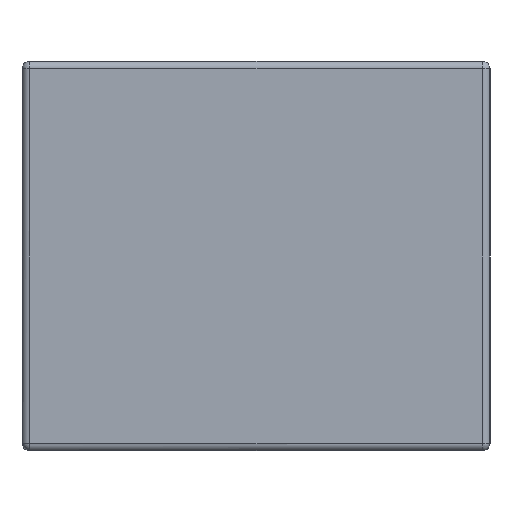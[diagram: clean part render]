
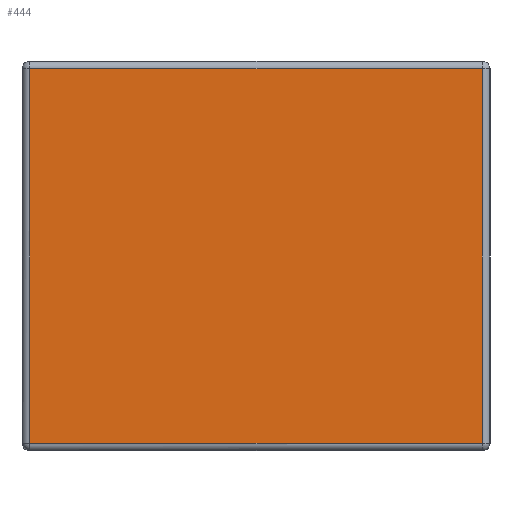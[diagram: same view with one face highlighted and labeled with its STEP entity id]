
A CAD part, left-side view. The second image highlights one B-rep face of the part: STEP entity #444.
In plain terms, the highlighted planar face has unit normal (-1, 0, 0).
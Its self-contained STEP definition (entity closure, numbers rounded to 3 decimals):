
#309=CARTESIAN_POINT('',(-1.0,0.58,0.98));
#310=VERTEX_POINT('',#309);
#354=CARTESIAN_POINT('',(-1.0,0.58,0.02));
#355=VERTEX_POINT('',#354);
#363=CARTESIAN_POINT('',(-1.0,0.58,0.98));
#364=DIRECTION('',(0.0,0.0,-1.0));
#365=VECTOR('',#364,0.96);
#366=LINE('',#363,#365);
#367=EDGE_CURVE('',#310,#355,#366,.T.);
#403=CARTESIAN_POINT('',(-1.0,-0.58,0.02));
#404=VERTEX_POINT('',#403);
#412=CARTESIAN_POINT('',(-1.0,0.58,0.02));
#413=DIRECTION('',(0.0,-1.0,0.0));
#414=VECTOR('',#413,1.16);
#415=LINE('',#412,#414);
#416=EDGE_CURVE('',#355,#404,#415,.T.);
#421=CARTESIAN_POINT('',(-1.0,0.638,1.028));
#422=DIRECTION('',(-1.0,0.0,0.0));
#423=DIRECTION('',(0.0,0.0,-1.0));
#424=AXIS2_PLACEMENT_3D('',#421,#422,#423);
#425=PLANE('',#424);
#426=ORIENTED_EDGE('',*,*,#367,.T.);
#427=ORIENTED_EDGE('',*,*,#416,.T.);
#428=CARTESIAN_POINT('',(-1.0,-0.58,0.98));
#429=VERTEX_POINT('',#428);
#430=CARTESIAN_POINT('',(-1.0,-0.58,0.02));
#431=DIRECTION('',(0.0,0.0,1.0));
#432=VECTOR('',#431,0.96);
#433=LINE('',#430,#432);
#434=EDGE_CURVE('',#404,#429,#433,.T.);
#435=ORIENTED_EDGE('',*,*,#434,.T.);
#436=CARTESIAN_POINT('',(-1.0,-0.58,0.98));
#437=DIRECTION('',(0.0,1.0,0.0));
#438=VECTOR('',#437,1.16);
#439=LINE('',#436,#438);
#440=EDGE_CURVE('',#429,#310,#439,.T.);
#441=ORIENTED_EDGE('',*,*,#440,.T.);
#442=EDGE_LOOP('',(#426,#427,#435,#441));
#443=FACE_OUTER_BOUND('',#442,.T.);
#444=ADVANCED_FACE('',(#443),#425,.T.);
